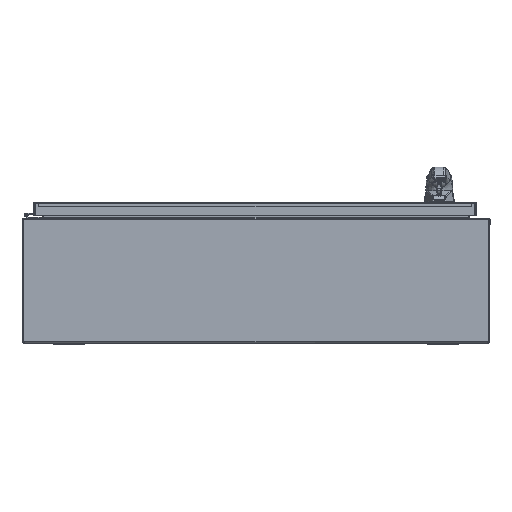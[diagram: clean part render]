
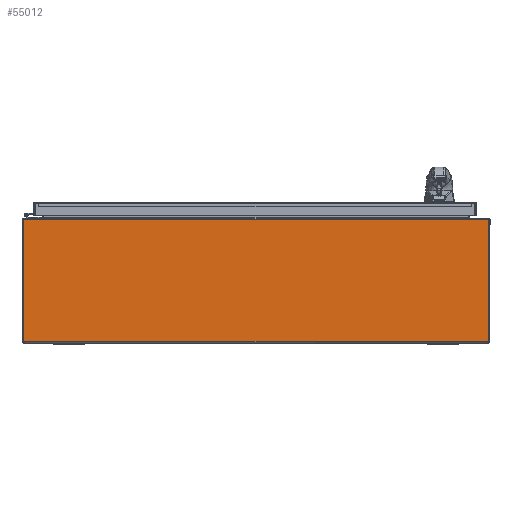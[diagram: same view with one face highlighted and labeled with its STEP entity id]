
A CAD part, front view. The second image highlights one B-rep face of the part: STEP entity #55012.
In plain terms, the highlighted planar face has unit normal (0, -1, 0).
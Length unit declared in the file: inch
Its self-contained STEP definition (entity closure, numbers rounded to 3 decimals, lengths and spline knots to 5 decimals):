
#1363 = LINE ( 'NONE', #25303, #23657 ) ;
#1847 = VECTOR ( 'NONE', #86050, 39.37008 ) ;
#3998 = CARTESIAN_POINT ( 'NONE',  ( -14.963, -18., 7.89475 ) ) ;
#4863 = LINE ( 'NONE', #10072, #1847 ) ;
#4906 = CARTESIAN_POINT ( 'NONE',  ( 14.963, -18., 7.89475 ) ) ;
#6516 = CIRCLE ( 'NONE', #91633, 0.07 ) ;
#7253 = CARTESIAN_POINT ( 'NONE',  ( 14.93789, -18., 0.06211 ) ) ;
#9948 = CARTESIAN_POINT ( 'NONE',  ( 14.963, -18., 7.89475 ) ) ;
#10072 = CARTESIAN_POINT ( 'NONE',  ( 14.963, -18., 7.89475 ) ) ;
#15393 = ORIENTED_EDGE ( 'NONE', *, *, #31824, .T. ) ;
#16599 = AXIS2_PLACEMENT_3D ( 'NONE', #106639, #49794, #116207 ) ;
#16748 = DIRECTION ( 'NONE',  ( 1., 0., 0. ) ) ;
#16939 = EDGE_CURVE ( 'NONE', #77788, #105874, #80372, .T. ) ;
#17414 = DIRECTION ( 'NONE',  ( -1., 0., 0. ) ) ;
#20745 = CARTESIAN_POINT ( 'NONE',  ( -14.91495, -18., 7.89475 ) ) ;
#21620 = CARTESIAN_POINT ( 'NONE',  ( 14.963, -18., 0.12745 ) ) ;
#22213 = LINE ( 'NONE', #83923, #47454 ) ;
#22726 = CARTESIAN_POINT ( 'NONE',  ( -14.88277, -18., 0.10525 ) ) ;
#23657 = VECTOR ( 'NONE', #35235, 39.37008 ) ;
#25303 = CARTESIAN_POINT ( 'NONE',  ( -14.963, -18., 0.12745 ) ) ;
#30644 = ORIENTED_EDGE ( 'NONE', *, *, #32431, .T. ) ;
#31694 = ORIENTED_EDGE ( 'NONE', *, *, #96868, .T. ) ;
#31824 = EDGE_CURVE ( 'NONE', #69276, #42543, #73390, .T. ) ;
#32431 = EDGE_CURVE ( 'NONE', #115128, #71400, #37550, .T. ) ;
#34475 = EDGE_CURVE ( 'NONE', #42518, #42543, #1363, .T. ) ;
#34565 = VECTOR ( 'NONE', #60562, 39.37008 ) ;
#35235 = DIRECTION ( 'NONE',  ( 0., 0., 1. ) ) ;
#37550 = LINE ( 'NONE', #22726, #34565 ) ;
#38321 = AXIS2_PLACEMENT_3D ( 'NONE', #100409, #43488, #109968 ) ;
#40206 = CARTESIAN_POINT ( 'NONE',  ( 14.88277, -18., 0.10525 ) ) ;
#42236 = DIRECTION ( 'NONE',  ( -1., 0., 0. ) ) ;
#42518 = VERTEX_POINT ( 'NONE', #79996 ) ;
#42543 = VERTEX_POINT ( 'NONE', #3998 ) ;
#43488 = DIRECTION ( 'NONE',  ( 0., 1., 0. ) ) ;
#45229 = ORIENTED_EDGE ( 'NONE', *, *, #92252, .T. ) ;
#47454 = VECTOR ( 'NONE', #17414, 39.37008 ) ;
#49377 = PLANE ( 'NONE',  #16599 ) ;
#49794 = DIRECTION ( 'NONE',  ( 0., 1., 0. ) ) ;
#50394 = EDGE_LOOP ( 'NONE', ( #58604, #31694, #15393, #58790, #45229, #30644, #57090, #95983 ) ) ;
#55012 = ADVANCED_FACE ( 'NONE', ( #97453 ), #49377, .F. ) ;
#57090 = ORIENTED_EDGE ( 'NONE', *, *, #99757, .T. ) ;
#58593 = CIRCLE ( 'NONE', #38321, 0.07 ) ;
#58604 = ORIENTED_EDGE ( 'NONE', *, *, #16939, .T. ) ;
#58790 = ORIENTED_EDGE ( 'NONE', *, *, #34475, .F. ) ;
#60562 = DIRECTION ( 'NONE',  ( 1., 0., 0. ) ) ;
#60862 = CARTESIAN_POINT ( 'NONE',  ( 14.91495, -18., 7.89475 ) ) ;
#68511 = CARTESIAN_POINT ( 'NONE',  ( -14.88277, -18., 0.10525 ) ) ;
#69276 = VERTEX_POINT ( 'NONE', #93946 ) ;
#71400 = VERTEX_POINT ( 'NONE', #40206 ) ;
#73390 = LINE ( 'NONE', #20745, #116540 ) ;
#73822 = DIRECTION ( 'NONE',  ( 0., 1., 0. ) ) ;
#77788 = VERTEX_POINT ( 'NONE', #9948 ) ;
#79996 = CARTESIAN_POINT ( 'NONE',  ( -14.963, -18., 0.12745 ) ) ;
#80372 = LINE ( 'NONE', #4906, #102603 ) ;
#83923 = CARTESIAN_POINT ( 'NONE',  ( 14.91495, -18., 7.89475 ) ) ;
#86050 = DIRECTION ( 'NONE',  ( 0., 0., -1. ) ) ;
#87177 = DIRECTION ( 'NONE',  ( -1., 0., 0. ) ) ;
#91633 = AXIS2_PLACEMENT_3D ( 'NONE', #7253, #73822, #16748 ) ;
#92252 = EDGE_CURVE ( 'NONE', #42518, #115128, #58593, .T. ) ;
#92979 = EDGE_CURVE ( 'NONE', #77788, #93503, #4863, .T. ) ;
#93503 = VERTEX_POINT ( 'NONE', #21620 ) ;
#93946 = CARTESIAN_POINT ( 'NONE',  ( -14.91495, -18., 7.89475 ) ) ;
#95983 = ORIENTED_EDGE ( 'NONE', *, *, #92979, .F. ) ;
#96868 = EDGE_CURVE ( 'NONE', #105874, #69276, #22213, .T. ) ;
#97453 = FACE_OUTER_BOUND ( 'NONE', #50394, .T. ) ;
#99757 = EDGE_CURVE ( 'NONE', #71400, #93503, #6516, .T. ) ;
#100409 = CARTESIAN_POINT ( 'NONE',  ( -14.93789, -18., 0.06211 ) ) ;
#102603 = VECTOR ( 'NONE', #42236, 39.37008 ) ;
#105874 = VERTEX_POINT ( 'NONE', #60862 ) ;
#106639 = CARTESIAN_POINT ( 'NONE',  ( 0., -18., 4.00948 ) ) ;
#109968 = DIRECTION ( 'NONE',  ( 1., 0., 0. ) ) ;
#115128 = VERTEX_POINT ( 'NONE', #68511 ) ;
#116207 = DIRECTION ( 'NONE',  ( 1., 0., 0. ) ) ;
#116540 = VECTOR ( 'NONE', #87177, 39.37008 ) ;
